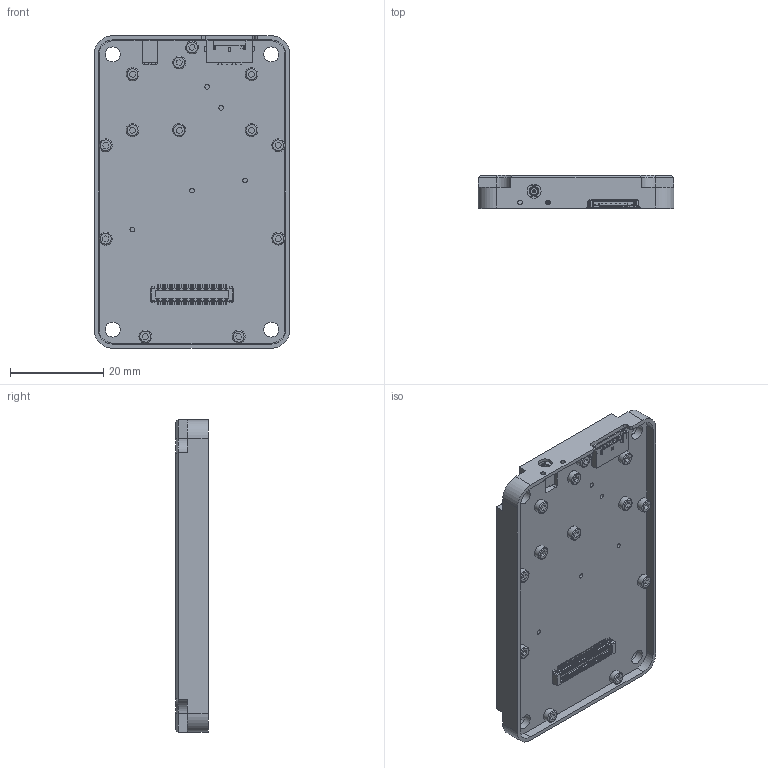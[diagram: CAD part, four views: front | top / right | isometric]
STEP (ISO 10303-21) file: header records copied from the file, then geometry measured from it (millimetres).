
FILE_DESCRIPTION(/* description */ ('Unknown'),/* implementation_level */ '2;1');
FILE_NAME(/* name */ 'Spacemanic Celeste GNSS receiver',/* time_stamp */ '2020-12-08T15:09:26+01:00',/* author */ ('Unknown'),/* organization */ ('Unknown'),/* preprocessor_version */ 'ST-DEVELOPER v16.7',/* originating_system */ 'Solid Edge',/* authorisation */ 'Unknown');
FILE_SCHEMA (('AUTOMOTIVE_DESIGN {1 0 10303 214 3 1 1}'));
Products named in the file (15): celeste_GNSS_RX_assembly_lowdetails; celeste_GNSS_RX_assembly_lowdetails.STEP; celeste_GNSS_RX_PCB_lowdetails.STEP; celeste_GNSS_RX_PCB_lowdetails.step.STEP; Board_Geoms.step.STEP; Pcb.step.STEP; Step_Models.step.STEP; Top.step.STEP; J2_ssmcx_5E8105CE.step.STEP; Bot.step.STEP; J3_Molex_Pico-Lock_6_1mm_5E81042F.step.STEP; J1_Molex_SlimStack_556500688_5E80F436.step.STEP; Frontend_cover.STEP; cover_CELESTE_GNSS_RX.STEP; Screw_M1.4x3.STEP
Assembly tree (26 placements, depth 7):
  celeste_GNSS_RX_assembly_lowdetails
    celeste_GNSS_RX_assembly_lowdetails.STEP
      celeste_GNSS_RX_PCB_lowdetails.STEP
        celeste_GNSS_RX_PCB_lowdetails.step.STEP
          Board_Geoms.step.STEP
            Pcb.step.STEP
          Step_Models.step.STEP
            Top.step.STEP
              J2_ssmcx_5E8105CE.step.STEP
            Bot.step.STEP
              J3_Molex_Pico-Lock_6_1mm_5E81042F.step.STEP
              J1_Molex_SlimStack_556500688_5E80F436.step.STEP
      Frontend_cover.STEP
      cover_CELESTE_GNSS_RX.STEP
      Screw_M1.4x3.STEP  x13
Bounding box: 42 x 7 x 67 mm (x, y, z)
Volume: 9355.5 mm3; surface area: 16160.3 mm2
Topology: 19 solids, 19 shells, 3098 faces, 9328 edges, 6063 vertices
Faces by surface type: plane 2641, cylinder 409, cone 33, torus 14, bspline 1
Full cylindrical faces by diameter (mm): 0.46 x1, 0.58 x1, 0.65 x1, 0.8 x2, 1 x7, 1.1 x13, 1.4 x13, 1.5 x14, 1.662 x1, 1.82 x1, 2 x1, 2.05 x1, 2.75 x13, 3 x1, 3.2 x8
Entity records: 118045 total; most frequent: ORIENTED_EDGE 17854, CARTESIAN_POINT 17802, DIRECTION 15653, EDGE_CURVE 8927, LINE 8113, VECTOR 8113, VERTEX_POINT 5854, AXIS2_PLACEMENT_3D 3770
